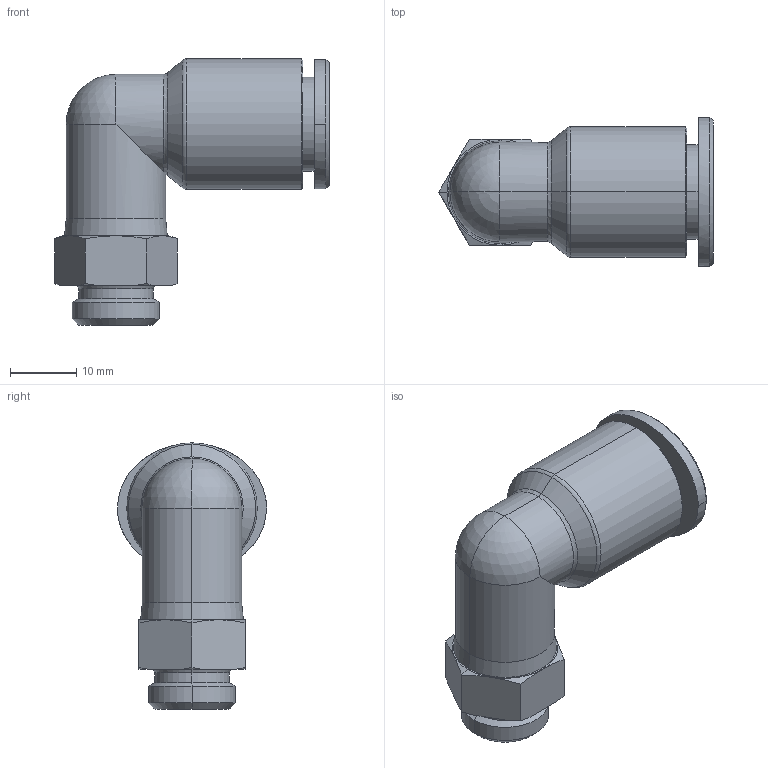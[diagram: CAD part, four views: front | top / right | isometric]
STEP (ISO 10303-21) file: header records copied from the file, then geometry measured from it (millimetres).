
FILE_DESCRIPTION((''),'2;1');
FILE_NAME('GPL 12G02(L)(3D).stp','2012-12-21T09:55:02',(''),(''),'Mechanical Desktop.R8.0.24.0','Mechanical Desktop.R8.0.24.0',', , ');
FILE_SCHEMA(('CONFIG_CONTROL_DESIGN'));
Length unit declared in the file: millimetre
Products named in the file (3): GPL 12G02(L)(3D); 睡ヶ1; RM_SDB
Assembly tree (2 placements, depth 2):
  GPL 12G02(L)(3D)
    睡ヶ1
    RM_SDB
Bounding box: 41.44 x 22.5 x 40.2 mm (x, y, z)
Volume: 10539.4 mm3; surface area: 5362.9 mm2
Topology: 1 solids, 1 shells, 413 faces, 1150 edges, 752 vertices
Faces by surface type: plane 346, cone 36, cylinder 17, bspline 10, torus 2, sphere 2
Entity records: 13578 total; most frequent: CARTESIAN_POINT 2957, ORIENTED_EDGE 2292, DIRECTION 1997, EDGE_CURVE 1146, VECTOR 1025, LINE 1025, VERTEX_POINT 752, AXIS2_PLACEMENT_3D 486
